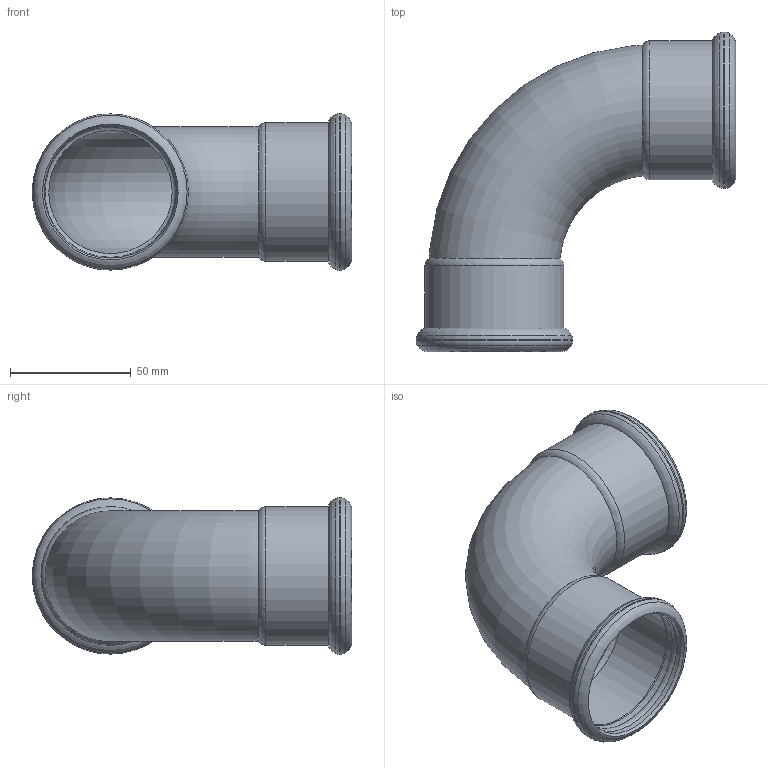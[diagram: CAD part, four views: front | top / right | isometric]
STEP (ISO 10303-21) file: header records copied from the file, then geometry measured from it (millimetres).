
FILE_DESCRIPTION(/* description */ (''),/* implementation_level */ '2;1');
FILE_NAME(/* name */ '381054900_Steelpres.stp',/* time_stamp */ '2022-10-21T14:07:56+02:00',/* author */ ('Vault'),/* organization */ ('Raccorderie metalliche s.p.a. '),/* preprocessor_version */ 'ST-DEVELOPER v18.1',/* originating_system */ 'Autodesk Inventor 2020',/* authorisation */ 'Raccorderie metalliche s.p.a. ');
FILE_SCHEMA (('AUTOMOTIVE_DESIGN { 1 0 10303 214 3 1 1 }'));
Length unit declared in the file: millimetre
Products named in the file (1): 381054900_Steelpres
Bounding box: 132.35 x 132.35 x 64.7 mm (x, y, z)
Volume: 53585.9 mm3; surface area: 60809.1 mm2
Topology: 1 solids, 1 shells, 30 faces, 110 edges, 80 vertices
Faces by surface type: torus 18, cylinder 10, cone 2
Full cylindrical faces by diameter (mm): 54.5 x2, 54.7 x4, 57.5 x2, 64.7 x2
Entity records: 1445 total; most frequent: CARTESIAN_POINT 385, DIRECTION 246, ORIENTED_EDGE 220, AXIS2_PLACEMENT_3D 117, EDGE_CURVE 110, CIRCLE 86, VERTEX_POINT 80, FACE_OUTER_BOUND 30
